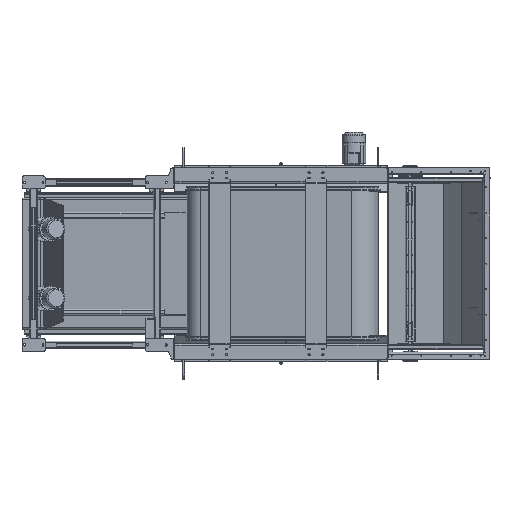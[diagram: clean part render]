
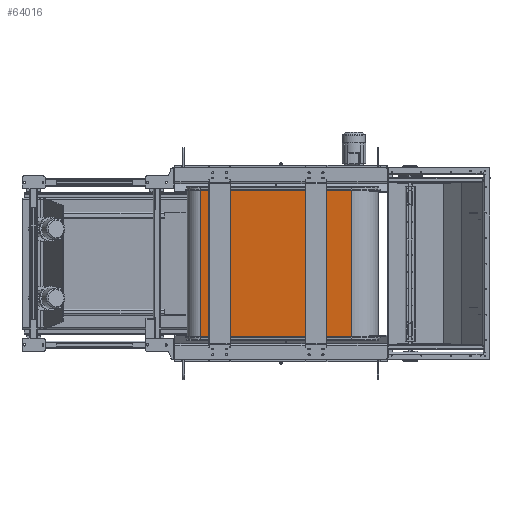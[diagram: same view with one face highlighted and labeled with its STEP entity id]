
A CAD part, front view. The second image highlights one B-rep face of the part: STEP entity #64016.
In plain terms, the highlighted face is planar.
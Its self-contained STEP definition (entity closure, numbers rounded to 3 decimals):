
#3706=FACE_OUTER_BOUND('',#7566,.T.);
#7566=EDGE_LOOP('',(#46194,#46195,#46196,#46197));
#12336=LINE('',#108265,#19131);
#12361=LINE('',#108335,#19156);
#12365=LINE('',#108345,#19160);
#12366=LINE('',#108346,#19161);
#19131=VECTOR('',#85820,10.);
#19156=VECTOR('',#85897,10.);
#19160=VECTOR('',#85907,10.);
#19161=VECTOR('',#85908,10.);
#25762=VERTEX_POINT('',#108262);
#25763=VERTEX_POINT('',#108264);
#25782=VERTEX_POINT('',#108334);
#25785=VERTEX_POINT('',#108344);
#33192=EDGE_CURVE('',#25763,#25762,#12336,.T.);
#33227=EDGE_CURVE('',#25782,#25763,#12361,.T.);
#33232=EDGE_CURVE('',#25762,#25785,#12365,.T.);
#33233=EDGE_CURVE('',#25785,#25782,#12366,.T.);
#46194=ORIENTED_EDGE('',*,*,#33192,.T.);
#46195=ORIENTED_EDGE('',*,*,#33232,.T.);
#46196=ORIENTED_EDGE('',*,*,#33233,.T.);
#46197=ORIENTED_EDGE('',*,*,#33227,.T.);
#61538=PLANE('',#75663);
#64016=ADVANCED_FACE('',(#3706),#61538,.T.);
#75663=AXIS2_PLACEMENT_3D('',#108343,#85905,#85906);
#85820=DIRECTION('',(0.993,0.118,0.));
#85897=DIRECTION('',(0.,0.,-1.));
#85905=DIRECTION('center_axis',(0.118,-0.993,0.));
#85906=DIRECTION('ref_axis',(0.,0.,-1.));
#85907=DIRECTION('',(0.,0.,1.));
#85908=DIRECTION('',(-0.993,-0.118,0.));
#108262=CARTESIAN_POINT('',(1653.278,-64.871,-788.5));
#108264=CARTESIAN_POINT('',(30.483,-257.2,-788.5));
#108265=CARTESIAN_POINT('',(1663.476,-63.662,-788.5));
#108334=CARTESIAN_POINT('',(30.483,-257.2,788.5));
#108335=CARTESIAN_POINT('',(30.483,-257.2,0.));
#108343=CARTESIAN_POINT('Origin',(1653.278,-64.871,0.));
#108344=CARTESIAN_POINT('',(1653.278,-64.871,788.5));
#108345=CARTESIAN_POINT('',(1653.278,-64.871,0.));
#108346=CARTESIAN_POINT('',(1663.476,-63.662,788.5));
